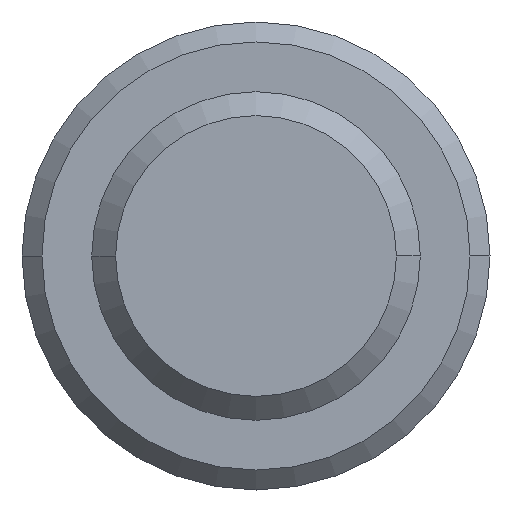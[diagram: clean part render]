
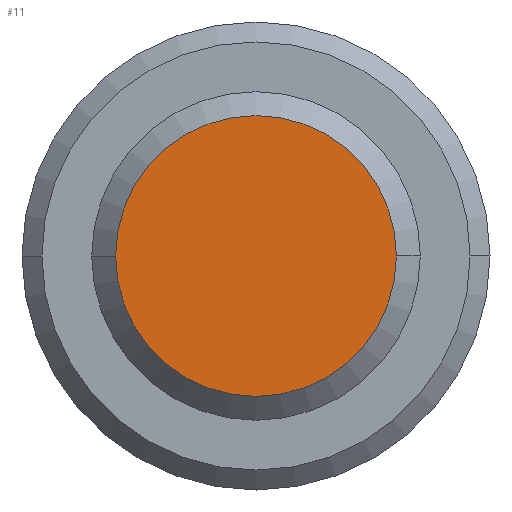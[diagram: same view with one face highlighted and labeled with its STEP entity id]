
A CAD part, front view. The second image highlights one B-rep face of the part: STEP entity #11.
In plain terms, the highlighted planar face has unit normal (0, -1, 0).
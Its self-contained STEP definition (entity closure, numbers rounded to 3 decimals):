
#11 = ADVANCED_FACE ( 'NONE', ( #138 ), #75, .F. ) ;
#38 = CARTESIAN_POINT ( 'NONE',  ( 7.05, 0., 0. ) ) ;
#49 = DIRECTION ( 'NONE',  ( 0., 1., 0. ) ) ;
#73 = DIRECTION ( 'NONE',  ( -1., 0., 0. ) ) ;
#75 = PLANE ( 'NONE',  #260 ) ;
#79 = CARTESIAN_POINT ( 'NONE',  ( 0., 0., 0. ) ) ;
#82 = CARTESIAN_POINT ( 'NONE',  ( -7.05, 0., 0. ) ) ;
#102 = CIRCLE ( 'NONE', #241, 7.05 ) ;
#109 = CIRCLE ( 'NONE', #245, 7.05 ) ;
#138 = FACE_OUTER_BOUND ( 'NONE', #204, .T. ) ;
#155 = ORIENTED_EDGE ( 'NONE', *, *, #292, .F. ) ;
#162 = VERTEX_POINT ( 'NONE', #38 ) ;
#170 = ORIENTED_EDGE ( 'NONE', *, *, #286, .F. ) ;
#204 = EDGE_LOOP ( 'NONE', ( #170, #155 ) ) ;
#230 = VERTEX_POINT ( 'NONE', #82 ) ;
#241 = AXIS2_PLACEMENT_3D ( 'NONE', #300, #320, #323 ) ;
#245 = AXIS2_PLACEMENT_3D ( 'NONE', #305, #315, #339 ) ;
#260 = AXIS2_PLACEMENT_3D ( 'NONE', #79, #49, #73 ) ;
#286 = EDGE_CURVE ( 'NONE', #230, #162, #109, .T. ) ;
#292 = EDGE_CURVE ( 'NONE', #162, #230, #102, .T. ) ;
#300 = CARTESIAN_POINT ( 'NONE',  ( 0., 0., 0. ) ) ;
#305 = CARTESIAN_POINT ( 'NONE',  ( 0., 0., 0. ) ) ;
#315 = DIRECTION ( 'NONE',  ( 0., 1., 0. ) ) ;
#320 = DIRECTION ( 'NONE',  ( 0., 1., 0. ) ) ;
#323 = DIRECTION ( 'NONE',  ( -1., 0., 0. ) ) ;
#339 = DIRECTION ( 'NONE',  ( -1., 0., 0. ) ) ;
